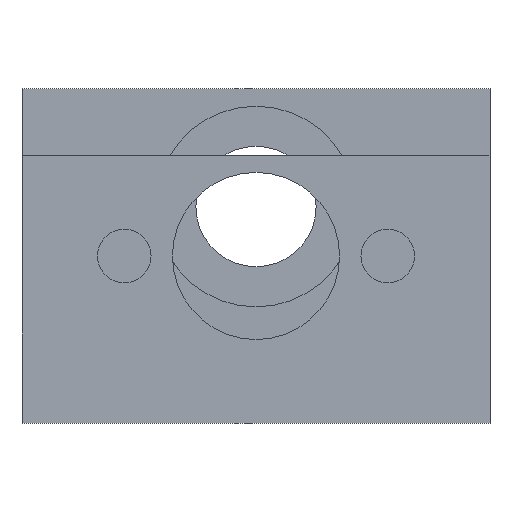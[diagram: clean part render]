
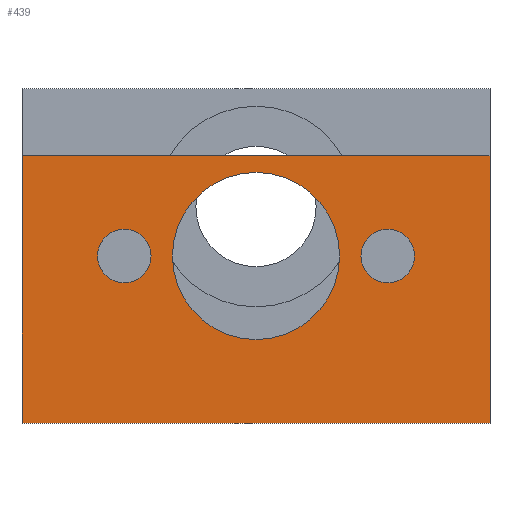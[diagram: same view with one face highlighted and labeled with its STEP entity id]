
A CAD part, front view. The second image highlights one B-rep face of the part: STEP entity #439.
In plain terms, the highlighted planar face has unit normal (0, -1, 0).
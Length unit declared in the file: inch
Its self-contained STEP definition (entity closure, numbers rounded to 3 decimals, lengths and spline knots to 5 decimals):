
#39=FACE_BOUND('',#110,.T.);
#40=FACE_BOUND('',#111,.T.);
#41=FACE_BOUND('',#112,.T.);
#59=PLANE('',#494);
#82=FACE_OUTER_BOUND('',#109,.T.);
#109=EDGE_LOOP('',(#405,#406,#407,#408));
#110=EDGE_LOOP('',(#409));
#111=EDGE_LOOP('',(#410));
#112=EDGE_LOOP('',(#411));
#138=LINE('',#680,#182);
#153=LINE('',#722,#197);
#154=LINE('',#725,#198);
#156=LINE('',#728,#200);
#182=VECTOR('',#553,0.3937);
#197=VECTOR('',#600,0.3937);
#198=VECTOR('',#603,0.3937);
#200=VECTOR('',#607,0.3937);
#205=CIRCLE('',#477,0.04);
#207=CIRCLE('',#481,0.04);
#210=CIRCLE('',#490,0.125);
#236=VERTEX_POINT('',#677);
#237=VERTEX_POINT('',#679);
#238=VERTEX_POINT('',#683);
#240=VERTEX_POINT('',#690);
#247=VERTEX_POINT('',#716);
#248=VERTEX_POINT('',#720);
#249=VERTEX_POINT('',#724);
#279=EDGE_CURVE('',#236,#237,#138,.T.);
#281=EDGE_CURVE('',#238,#238,#205,.T.);
#284=EDGE_CURVE('',#240,#240,#207,.T.);
#297=EDGE_CURVE('',#247,#247,#210,.T.);
#300=EDGE_CURVE('',#248,#236,#153,.T.);
#301=EDGE_CURVE('',#249,#248,#154,.T.);
#303=EDGE_CURVE('',#237,#249,#156,.T.);
#405=ORIENTED_EDGE('',*,*,#303,.F.);
#406=ORIENTED_EDGE('',*,*,#279,.F.);
#407=ORIENTED_EDGE('',*,*,#300,.F.);
#408=ORIENTED_EDGE('',*,*,#301,.F.);
#409=ORIENTED_EDGE('',*,*,#281,.T.);
#410=ORIENTED_EDGE('',*,*,#284,.T.);
#411=ORIENTED_EDGE('',*,*,#297,.T.);
#439=ADVANCED_FACE('',(#82,#39,#40,#41),#59,.F.);
#477=AXIS2_PLACEMENT_3D('',#684,#557,#558);
#481=AXIS2_PLACEMENT_3D('',#691,#566,#567);
#490=AXIS2_PLACEMENT_3D('',#717,#594,#595);
#494=AXIS2_PLACEMENT_3D('',#729,#608,#609);
#553=DIRECTION('',(1.,0.,0.));
#557=DIRECTION('center_axis',(0.,1.,0.));
#558=DIRECTION('ref_axis',(1.,0.,0.));
#566=DIRECTION('center_axis',(0.,1.,0.));
#567=DIRECTION('ref_axis',(1.,0.,0.));
#594=DIRECTION('center_axis',(0.,1.,0.));
#595=DIRECTION('ref_axis',(1.,0.,0.));
#600=DIRECTION('',(0.,0.,1.));
#603=DIRECTION('',(-1.,0.,0.));
#607=DIRECTION('',(0.,0.,-1.));
#608=DIRECTION('center_axis',(0.,1.,0.));
#609=DIRECTION('ref_axis',(0.,0.,1.));
#677=CARTESIAN_POINT('',(0.,0.,0.));
#679=CARTESIAN_POINT('',(0.7,0.,0.));
#680=CARTESIAN_POINT('',(0.,0.,0.));
#683=CARTESIAN_POINT('',(0.507,0.,-0.15));
#684=CARTESIAN_POINT('Origin',(0.547,0.,-0.15));
#690=CARTESIAN_POINT('',(0.113,0.,-0.15));
#691=CARTESIAN_POINT('Origin',(0.153,0.,-0.15));
#716=CARTESIAN_POINT('',(0.225,0.,-0.15));
#717=CARTESIAN_POINT('Origin',(0.35,0.,-0.15));
#720=CARTESIAN_POINT('',(0.,0.,-0.4));
#722=CARTESIAN_POINT('',(0.,0.,-0.4));
#724=CARTESIAN_POINT('',(0.7,0.,-0.4));
#725=CARTESIAN_POINT('',(0.7,0.,-0.4));
#728=CARTESIAN_POINT('',(0.7,0.,0.));
#729=CARTESIAN_POINT('Origin',(0.35,0.,-0.2));
